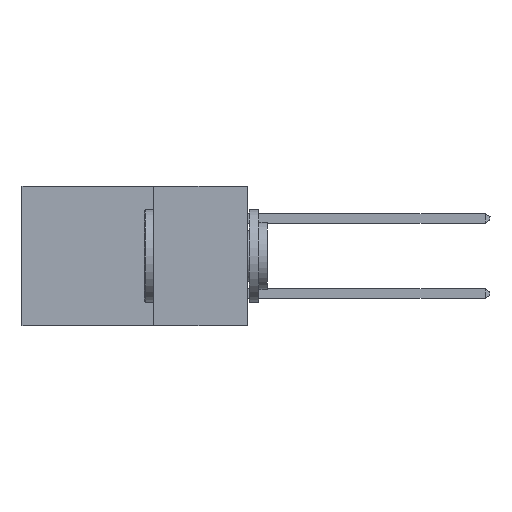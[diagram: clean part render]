
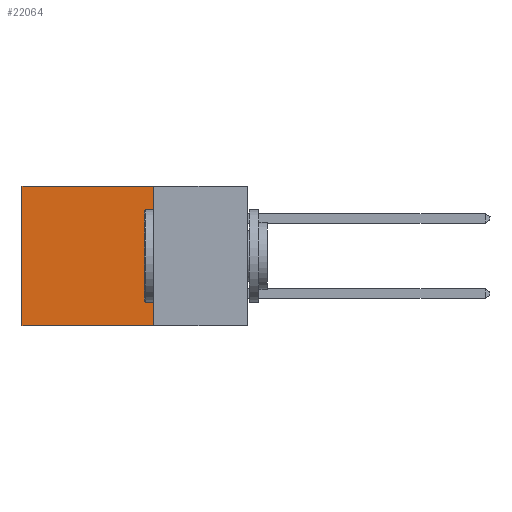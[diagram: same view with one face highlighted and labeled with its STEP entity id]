
A CAD part, left-side view. The second image highlights one B-rep face of the part: STEP entity #22064.
In plain terms, the highlighted planar face has unit normal (-1, 0, 0).
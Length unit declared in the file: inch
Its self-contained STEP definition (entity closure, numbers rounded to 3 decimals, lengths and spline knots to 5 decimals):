
#704 = VECTOR ( 'NONE', #24278, 39.37008 ) ;
#2349 = ORIENTED_EDGE ( 'NONE', *, *, #18413, .F. ) ;
#4288 = DIRECTION ( 'NONE',  ( 0., 1., 0. ) ) ;
#4769 = VERTEX_POINT ( 'NONE', #12489 ) ;
#4941 = VERTEX_POINT ( 'NONE', #17365 ) ;
#5706 = EDGE_CURVE ( 'NONE', #4769, #4941, #23823, .T. ) ;
#5877 = ORIENTED_EDGE ( 'NONE', *, *, #5706, .F. ) ;
#7233 = FACE_OUTER_BOUND ( 'NONE', #17125, .T. ) ;
#7702 = DIRECTION ( 'NONE',  ( 0., 1., 0. ) ) ;
#8234 = EDGE_CURVE ( 'NONE', #4769, #21120, #14700, .T. ) ;
#8515 = DIRECTION ( 'NONE',  ( 0., 0., -1. ) ) ;
#9650 = DIRECTION ( 'NONE',  ( 1., 0., 0. ) ) ;
#11239 = ORIENTED_EDGE ( 'NONE', *, *, #8234, .T. ) ;
#11944 = PLANE ( 'NONE',  #25079 ) ;
#12489 = CARTESIAN_POINT ( 'NONE',  ( 0.2615, 0.25, 0. ) ) ;
#12697 = VECTOR ( 'NONE', #4288, 39.37008 ) ;
#13006 = CARTESIAN_POINT ( 'NONE',  ( 0.2615, 0.25, -0.37 ) ) ;
#13237 = CARTESIAN_POINT ( 'NONE',  ( 0.2615, 0.25, -0.37 ) ) ;
#14410 = VECTOR ( 'NONE', #7702, 39.37008 ) ;
#14700 = LINE ( 'NONE', #23436, #14410 ) ;
#14928 = EDGE_CURVE ( 'NONE', #21120, #18988, #24145, .T. ) ;
#15633 = CARTESIAN_POINT ( 'NONE',  ( 0.2615, 0.6, 0. ) ) ;
#15964 = DIRECTION ( 'NONE',  ( 0., 0., -1. ) ) ;
#17125 = EDGE_LOOP ( 'NONE', ( #17385, #2349, #5877, #11239 ) ) ;
#17365 = CARTESIAN_POINT ( 'NONE',  ( 0.2615, 0.25, -0.37 ) ) ;
#17385 = ORIENTED_EDGE ( 'NONE', *, *, #14928, .T. ) ;
#18273 = CARTESIAN_POINT ( 'NONE',  ( 0.2615, 0.6, -0.37 ) ) ;
#18413 = EDGE_CURVE ( 'NONE', #4941, #18988, #22006, .T. ) ;
#18988 = VERTEX_POINT ( 'NONE', #18273 ) ;
#21120 = VERTEX_POINT ( 'NONE', #15633 ) ;
#22006 = LINE ( 'NONE', #13006, #12697 ) ;
#22064 = ADVANCED_FACE ( 'NONE', ( #7233 ), #11944, .F. ) ;
#22817 = CARTESIAN_POINT ( 'NONE',  ( 0.2615, 0.25, -0.37 ) ) ;
#23436 = CARTESIAN_POINT ( 'NONE',  ( 0.2615, 0.25, 0. ) ) ;
#23823 = LINE ( 'NONE', #13237, #26258 ) ;
#24145 = LINE ( 'NONE', #26001, #704 ) ;
#24278 = DIRECTION ( 'NONE',  ( 0., 0., -1. ) ) ;
#25079 = AXIS2_PLACEMENT_3D ( 'NONE', #22817, #9650, #15964 ) ;
#26001 = CARTESIAN_POINT ( 'NONE',  ( 0.2615, 0.6, -0.37 ) ) ;
#26258 = VECTOR ( 'NONE', #8515, 39.37008 ) ;
